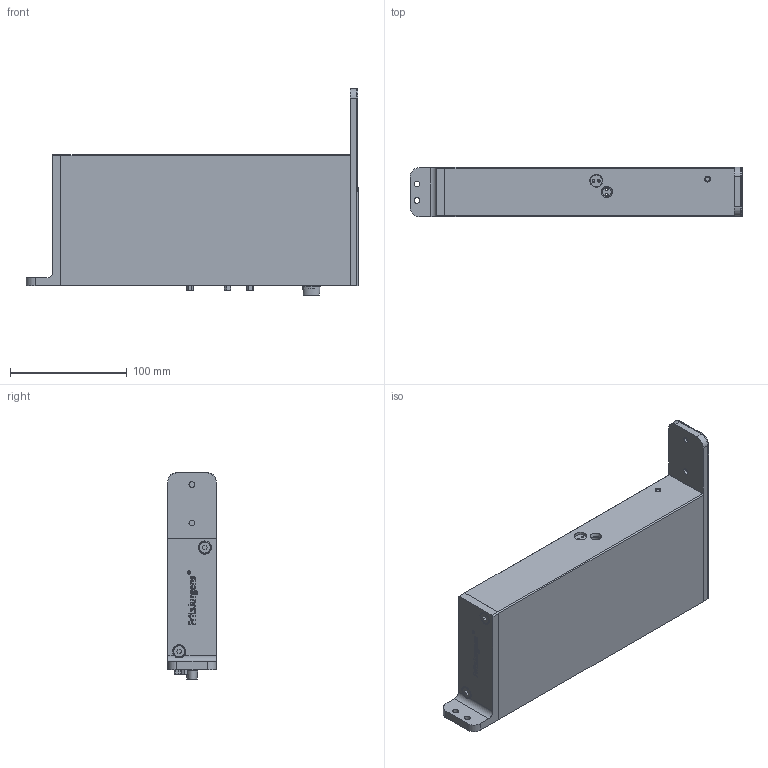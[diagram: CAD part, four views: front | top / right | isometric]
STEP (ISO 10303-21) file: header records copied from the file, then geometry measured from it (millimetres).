
FILE_DESCRIPTION (( 'STEP AP214' ), '1' );
FILE_NAME ('000333-Assembly-System-M42+ with coverplate.STEP', '2022-02-21T12:55:54', ( '' ), ( '' ), 'SwSTEP 2.0', 'SolidWorks 2021', '' );
FILE_SCHEMA (( 'AUTOMOTIVE_DESIGN' ));
Length unit declared in the file: millimetre
Products named in the file (1): 000333-Assembly-System-M42+ with coverplate
Bounding box: 284.7 x 42 x 177.2 mm (x, y, z)
Surface area: 119372.6 mm2 (no closed solid volume)
Topology: 0 solids, 29 shells, 333 faces, 1660 edges, 1316 vertices
Faces by surface type: plane 176, bspline 64, cylinder 44, cone 37, torus 12
Full cylindrical faces by diameter (mm): 1.569 x1, 2 x2, 3 x2, 4 x1, 5 x4, 6 x3, 8 x7, 11 x1, 11.4 x2, 15.2 x1, 39.4 x1
Entity records: 25307 total; most frequent: CARTESIAN_POINT 9759, ORIENTED_EDGE 2145, DIRECTION 2124, EDGE_CURVE 1592, VERTEX_POINT 1307, LINE 782, VECTOR 782, AXIS2_PLACEMENT_3D 671
